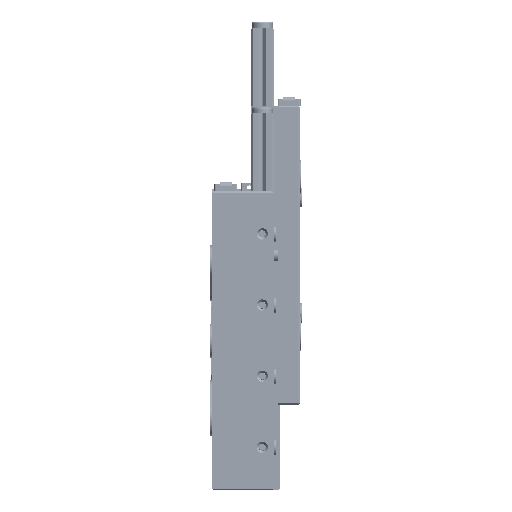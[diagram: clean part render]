
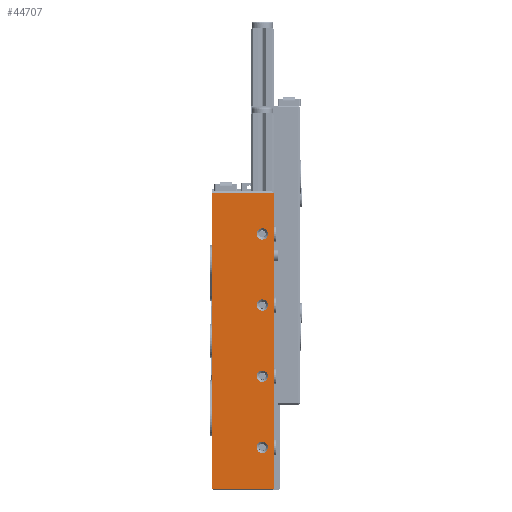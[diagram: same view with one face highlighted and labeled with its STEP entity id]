
A CAD part, left-side view. The second image highlights one B-rep face of the part: STEP entity #44707.
In plain terms, the highlighted face is planar.
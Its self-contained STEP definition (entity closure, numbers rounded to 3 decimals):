
#997 = DIRECTION ( 'NONE',  ( 0., 0., -1. ) ) ;
#1844 = DIRECTION ( 'NONE',  ( 0., 0., -1. ) ) ;
#3237 = EDGE_CURVE ( 'NONE', #61576, #117922, #141019, .T. ) ;
#3329 = VERTEX_POINT ( 'NONE', #70466 ) ;
#3906 = DIRECTION ( 'NONE',  ( 0., 1., 0. ) ) ;
#5191 = CARTESIAN_POINT ( 'NONE',  ( 37.5, 18.3, -35.5 ) ) ;
#5384 = DIRECTION ( 'NONE',  ( 1., 0., 0. ) ) ;
#8041 = CARTESIAN_POINT ( 'NONE',  ( 37.5, 18.3, 12.5 ) ) ;
#8774 = CIRCLE ( 'NONE', #76290, 2. ) ;
#9455 = CARTESIAN_POINT ( 'NONE',  ( 37.5, 22.3, -52.5 ) ) ;
#12347 = VECTOR ( 'NONE', #88542, 1000. ) ;
#12921 = EDGE_CURVE ( 'NONE', #93845, #91498, #26410, .T. ) ;
#17143 = CARTESIAN_POINT ( 'NONE',  ( 37.5, 18.3, 35.5 ) ) ;
#21097 = EDGE_CURVE ( 'NONE', #3329, #66247, #8774, .T. ) ;
#23323 = AXIS2_PLACEMENT_3D ( 'NONE', #8041, #51701, #64181 ) ;
#24836 = DIRECTION ( 'NONE',  ( 0., 0., -1. ) ) ;
#24976 = EDGE_LOOP ( 'NONE', ( #132934, #93065 ) ) ;
#25361 = CIRCLE ( 'NONE', #131296, 2. ) ;
#26410 = LINE ( 'NONE', #9455, #96953 ) ;
#28328 = CARTESIAN_POINT ( 'NONE',  ( 37.5, 0., -52.5 ) ) ;
#29554 = CARTESIAN_POINT ( 'NONE',  ( 37.5, 0.5, -52. ) ) ;
#30441 = EDGE_CURVE ( 'NONE', #66247, #3329, #41867, .T. ) ;
#30558 = FACE_BOUND ( 'NONE', #24976, .T. ) ;
#32263 = CARTESIAN_POINT ( 'NONE',  ( 37.5, 0.5, 52. ) ) ;
#33247 = EDGE_CURVE ( 'NONE', #61243, #121396, #120398, .T. ) ;
#33289 = DIRECTION ( 'NONE',  ( 0., 0., -1. ) ) ;
#34461 = CARTESIAN_POINT ( 'NONE',  ( 37.5, 18.3, -12.5 ) ) ;
#35151 = DIRECTION ( 'NONE',  ( 0., 0., -1. ) ) ;
#35344 = AXIS2_PLACEMENT_3D ( 'NONE', #99718, #120857, #33289 ) ;
#37616 = EDGE_LOOP ( 'NONE', ( #59118, #55134 ) ) ;
#37702 = CARTESIAN_POINT ( 'NONE',  ( 37.5, 18.3, -10.5 ) ) ;
#37934 = AXIS2_PLACEMENT_3D ( 'NONE', #74713, #41463, #42415 ) ;
#39275 = DIRECTION ( 'NONE',  ( 1., 0., 0. ) ) ;
#41463 = DIRECTION ( 'NONE',  ( 1., 0., 0. ) ) ;
#41867 = CIRCLE ( 'NONE', #100131, 2. ) ;
#42415 = DIRECTION ( 'NONE',  ( 0., 0., -1. ) ) ;
#43004 = CARTESIAN_POINT ( 'NONE',  ( 37.5, 18.3, 39.5 ) ) ;
#43734 = AXIS2_PLACEMENT_3D ( 'NONE', #49424, #126859, #105200 ) ;
#44256 = EDGE_LOOP ( 'NONE', ( #79366, #65014 ) ) ;
#44707 = ADVANCED_FACE ( 'NONE', ( #121841, #30558, #137257, #61641, #49508 ), #94754, .T. ) ;
#44798 = DIRECTION ( 'NONE',  ( 1., 0., 0. ) ) ;
#45644 = CARTESIAN_POINT ( 'NONE',  ( 37.5, 22.3, 52. ) ) ;
#45996 = CARTESIAN_POINT ( 'NONE',  ( 37.5, 0.5, -52.5 ) ) ;
#47730 = VERTEX_POINT ( 'NONE', #125139 ) ;
#48714 = CARTESIAN_POINT ( 'NONE',  ( 37.5, 18.3, 10.5 ) ) ;
#49424 = CARTESIAN_POINT ( 'NONE',  ( 37.5, 18.3, 12.5 ) ) ;
#49508 = FACE_OUTER_BOUND ( 'NONE', #128621, .T. ) ;
#49893 = EDGE_CURVE ( 'NONE', #121396, #61243, #25361, .T. ) ;
#51527 = CIRCLE ( 'NONE', #23323, 2. ) ;
#51701 = DIRECTION ( 'NONE',  ( 1., 0., 0. ) ) ;
#52044 = EDGE_CURVE ( 'NONE', #56183, #71423, #98405, .T. ) ;
#52733 = EDGE_CURVE ( 'NONE', #47730, #122451, #72007, .T. ) ;
#55134 = ORIENTED_EDGE ( 'NONE', *, *, #79044, .F. ) ;
#56183 = VERTEX_POINT ( 'NONE', #17143 ) ;
#56509 = ORIENTED_EDGE ( 'NONE', *, *, #105522, .T. ) ;
#57403 = CARTESIAN_POINT ( 'NONE',  ( 37.5, 0.5, 52. ) ) ;
#58970 = CARTESIAN_POINT ( 'NONE',  ( 37.5, 18.3, -39.5 ) ) ;
#59118 = ORIENTED_EDGE ( 'NONE', *, *, #52044, .F. ) ;
#59134 = CIRCLE ( 'NONE', #127455, 2. ) ;
#61243 = VERTEX_POINT ( 'NONE', #58970 ) ;
#61576 = VERTEX_POINT ( 'NONE', #57403 ) ;
#61641 = FACE_BOUND ( 'NONE', #37616, .T. ) ;
#64181 = DIRECTION ( 'NONE',  ( 0., 0., -1. ) ) ;
#65014 = ORIENTED_EDGE ( 'NONE', *, *, #49893, .F. ) ;
#66247 = VERTEX_POINT ( 'NONE', #37702 ) ;
#68635 = ORIENTED_EDGE ( 'NONE', *, *, #140694, .F. ) ;
#68779 = CARTESIAN_POINT ( 'NONE',  ( 37.5, 0., -52. ) ) ;
#70466 = CARTESIAN_POINT ( 'NONE',  ( 37.5, 18.3, -14.5 ) ) ;
#70705 = LINE ( 'NONE', #32263, #12347 ) ;
#71423 = VERTEX_POINT ( 'NONE', #43004 ) ;
#71565 = CARTESIAN_POINT ( 'NONE',  ( 37.5, 18.3, 37.5 ) ) ;
#72007 = CIRCLE ( 'NONE', #43734, 2. ) ;
#74713 = CARTESIAN_POINT ( 'NONE',  ( 37.5, 18.3, -37.5 ) ) ;
#76290 = AXIS2_PLACEMENT_3D ( 'NONE', #85606, #89425, #997 ) ;
#76322 = AXIS2_PLACEMENT_3D ( 'NONE', #28328, #5384, #105340 ) ;
#78503 = CARTESIAN_POINT ( 'NONE',  ( 37.5, 18.3, -37.5 ) ) ;
#79044 = EDGE_CURVE ( 'NONE', #71423, #56183, #59134, .T. ) ;
#79366 = ORIENTED_EDGE ( 'NONE', *, *, #33247, .F. ) ;
#84557 = ORIENTED_EDGE ( 'NONE', *, *, #3237, .T. ) ;
#85203 = EDGE_CURVE ( 'NONE', #91498, #61576, #70705, .T. ) ;
#85606 = CARTESIAN_POINT ( 'NONE',  ( 37.5, 18.3, -12.5 ) ) ;
#88542 = DIRECTION ( 'NONE',  ( 0., -1., 0. ) ) ;
#89425 = DIRECTION ( 'NONE',  ( 1., 0., 0. ) ) ;
#91498 = VERTEX_POINT ( 'NONE', #45644 ) ;
#93065 = ORIENTED_EDGE ( 'NONE', *, *, #30441, .F. ) ;
#93845 = VERTEX_POINT ( 'NONE', #142397 ) ;
#94754 = PLANE ( 'NONE',  #76322 ) ;
#95699 = ORIENTED_EDGE ( 'NONE', *, *, #52733, .F. ) ;
#96953 = VECTOR ( 'NONE', #98330, 1000. ) ;
#98330 = DIRECTION ( 'NONE',  ( 0., 0., 1. ) ) ;
#98405 = CIRCLE ( 'NONE', #35344, 2. ) ;
#99718 = CARTESIAN_POINT ( 'NONE',  ( 37.5, 18.3, 37.5 ) ) ;
#100131 = AXIS2_PLACEMENT_3D ( 'NONE', #34461, #124847, #24836 ) ;
#104698 = EDGE_LOOP ( 'NONE', ( #68635, #95699 ) ) ;
#105200 = DIRECTION ( 'NONE',  ( 0., 0., -1. ) ) ;
#105340 = DIRECTION ( 'NONE',  ( 0., 1., 0. ) ) ;
#105522 = EDGE_CURVE ( 'NONE', #117922, #93845, #134710, .T. ) ;
#105592 = ORIENTED_EDGE ( 'NONE', *, *, #85203, .T. ) ;
#111865 = VECTOR ( 'NONE', #1844, 1000. ) ;
#114052 = VECTOR ( 'NONE', #3906, 1000. ) ;
#114926 = DIRECTION ( 'NONE',  ( 0., 0., -1. ) ) ;
#117922 = VERTEX_POINT ( 'NONE', #29554 ) ;
#120398 = CIRCLE ( 'NONE', #37934, 2. ) ;
#120857 = DIRECTION ( 'NONE',  ( 1., 0., 0. ) ) ;
#121396 = VERTEX_POINT ( 'NONE', #5191 ) ;
#121841 = FACE_BOUND ( 'NONE', #44256, .T. ) ;
#122451 = VERTEX_POINT ( 'NONE', #48714 ) ;
#124847 = DIRECTION ( 'NONE',  ( 1., 0., 0. ) ) ;
#125139 = CARTESIAN_POINT ( 'NONE',  ( 37.5, 18.3, 14.5 ) ) ;
#126859 = DIRECTION ( 'NONE',  ( 1., 0., 0. ) ) ;
#127455 = AXIS2_PLACEMENT_3D ( 'NONE', #71565, #39275, #114926 ) ;
#128621 = EDGE_LOOP ( 'NONE', ( #136283, #105592, #84557, #56509 ) ) ;
#131296 = AXIS2_PLACEMENT_3D ( 'NONE', #78503, #44798, #35151 ) ;
#132934 = ORIENTED_EDGE ( 'NONE', *, *, #21097, .F. ) ;
#134710 = LINE ( 'NONE', #68779, #114052 ) ;
#136283 = ORIENTED_EDGE ( 'NONE', *, *, #12921, .T. ) ;
#137257 = FACE_BOUND ( 'NONE', #104698, .T. ) ;
#140694 = EDGE_CURVE ( 'NONE', #122451, #47730, #51527, .T. ) ;
#141019 = LINE ( 'NONE', #45996, #111865 ) ;
#142397 = CARTESIAN_POINT ( 'NONE',  ( 37.5, 22.3, -52. ) ) ;
